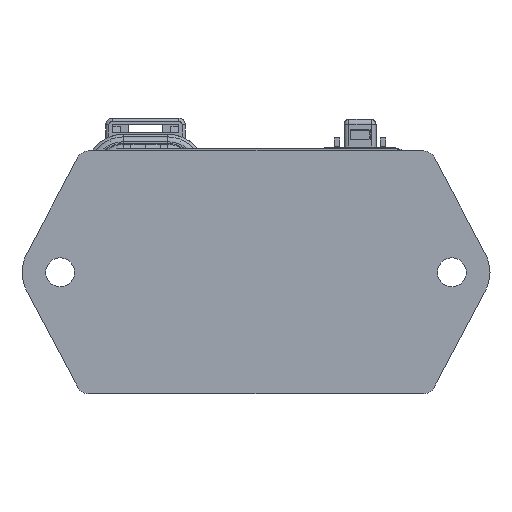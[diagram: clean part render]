
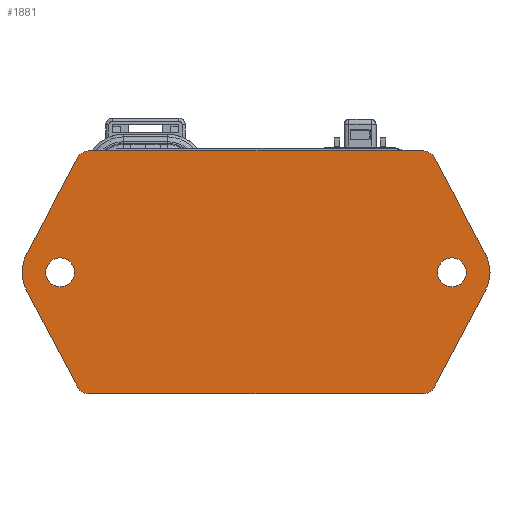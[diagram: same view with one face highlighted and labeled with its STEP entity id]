
A CAD part, front view. The second image highlights one B-rep face of the part: STEP entity #1881.
In plain terms, the highlighted planar face has unit normal (0, -1, 0).
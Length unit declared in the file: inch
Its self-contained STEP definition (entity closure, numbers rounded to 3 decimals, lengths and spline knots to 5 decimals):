
#589=CARTESIAN_POINT('',(1.0675,-1.003,0.6945));
#590=DIRECTION('',(0.,-1.,0.));
#591=DIRECTION('',(0.884,0.,0.468));
#592=AXIS2_PLACEMENT_3D('',#589,#590,#591);
#597=DIRECTION('',(-0.468,0.,0.884));
#598=VECTOR('',#597,0.6983);
#599=CARTESIAN_POINT('',(1.46473,-1.003,0.11464));
#600=LINE('',#599,#598);
#604=CARTESIAN_POINT('',(1.248,-1.003,0.));
#605=DIRECTION('',(0.,-1.,0.));
#606=DIRECTION('',(0.884,0.,-0.468));
#607=AXIS2_PLACEMENT_3D('',#604,#605,#606);
#612=DIRECTION('',(0.468,0.,0.884));
#613=VECTOR('',#612,0.6983);
#614=CARTESIAN_POINT('',(1.13822,-1.003,-0.73191));
#615=LINE('',#614,#613);
#619=CARTESIAN_POINT('',(1.0675,-1.003,-0.6945));
#620=DIRECTION('',(0.,-1.,0.));
#621=DIRECTION('',(0.,0.,-1.));
#622=AXIS2_PLACEMENT_3D('',#619,#620,#621);
#627=CARTESIAN_POINT('',(-1.0675,-1.003,-0.6945));
#628=DIRECTION('',(0.,-1.,0.));
#629=DIRECTION('',(-0.884,0.,-0.468));
#630=AXIS2_PLACEMENT_3D('',#627,#628,#629);
#635=DIRECTION('',(0.468,0.,-0.884));
#636=VECTOR('',#635,0.6983);
#637=CARTESIAN_POINT('',(-1.46473,-1.003,-0.11464));
#638=LINE('',#637,#636);
#642=CARTESIAN_POINT('',(-1.248,-1.003,0.));
#643=DIRECTION('',(0.,-1.,0.));
#644=DIRECTION('',(-0.884,0.,0.468));
#645=AXIS2_PLACEMENT_3D('',#642,#643,#644);
#650=DIRECTION('',(-0.468,0.,-0.884));
#651=VECTOR('',#650,0.6983);
#652=CARTESIAN_POINT('',(-1.13822,-1.003,0.73191));
#653=LINE('',#652,#651);
#657=CARTESIAN_POINT('',(-1.0675,-1.003,0.6945));
#658=DIRECTION('',(0.,-1.,0.));
#659=DIRECTION('',(0.,0.,1.));
#660=AXIS2_PLACEMENT_3D('',#657,#658,#659);
#665=CARTESIAN_POINT('',(-1.25,-1.003,0.));
#666=DIRECTION('',(0.,1.,0.));
#667=DIRECTION('',(0.,0.,-1.));
#668=AXIS2_PLACEMENT_3D('',#665,#666,#667);
#673=CARTESIAN_POINT('',(-1.25,-1.003,0.));
#674=DIRECTION('',(0.,1.,0.));
#675=DIRECTION('',(0.,0.,1.));
#676=AXIS2_PLACEMENT_3D('',#673,#674,#675);
#681=CARTESIAN_POINT('',(1.25,-1.003,0.));
#682=DIRECTION('',(0.,1.,0.));
#683=DIRECTION('',(0.,0.,1.));
#684=AXIS2_PLACEMENT_3D('',#681,#682,#683);
#689=CARTESIAN_POINT('',(1.25,-1.003,0.));
#690=DIRECTION('',(0.,1.,0.));
#691=DIRECTION('',(0.,0.,-1.));
#692=AXIS2_PLACEMENT_3D('',#689,#690,#691);
#944=DIRECTION('',(-1.,0.,0.));
#945=VECTOR('',#944,2.135);
#946=CARTESIAN_POINT('',(1.0675,-1.003,-0.77451));
#947=LINE('',#946,#945);
#986=DIRECTION('',(1.,0.,0.));
#987=VECTOR('',#986,2.135);
#988=CARTESIAN_POINT('',(-1.0675,-1.003,0.77451));
#989=LINE('',#988,#987);
#1398=CARTESIAN_POINT('',(1.13822,-1.003,-0.73191));
#1400=VERTEX_POINT('',#1398);
#1440=CARTESIAN_POINT('',(-1.13822,-1.003,0.73191));
#1442=VERTEX_POINT('',#1440);
#1453=CARTESIAN_POINT('',(-1.13822,-1.003,-0.73191));
#1454=VERTEX_POINT('',#1453);
#1455=CARTESIAN_POINT('',(1.13822,-1.003,0.73191));
#1457=VERTEX_POINT('',#1455);
#1459=CARTESIAN_POINT('',(-1.0675,-1.003,0.77451));
#1460=VERTEX_POINT('',#1459);
#1461=CARTESIAN_POINT('',(-1.46473,-1.003,0.11464));
#1463=VERTEX_POINT('',#1461);
#1465=CARTESIAN_POINT('',(1.0675,-1.003,0.77451));
#1466=VERTEX_POINT('',#1465);
#1469=CARTESIAN_POINT('',(1.46473,-1.003,-0.11464));
#1471=VERTEX_POINT('',#1469);
#1477=CARTESIAN_POINT('',(-1.46473,-1.003,-0.11464));
#1478=VERTEX_POINT('',#1477);
#1487=CARTESIAN_POINT('',(1.0675,-1.003,-0.77451));
#1488=VERTEX_POINT('',#1487);
#1495=CARTESIAN_POINT('',(-1.0675,-1.003,-0.77451));
#1496=VERTEX_POINT('',#1495);
#1501=CARTESIAN_POINT('',(1.46473,-1.003,0.11464));
#1502=VERTEX_POINT('',#1501);
#1503=CARTESIAN_POINT('',(1.25,-1.003,0.0925));
#1504=CARTESIAN_POINT('',(1.25,-1.003,-0.0925));
#1505=VERTEX_POINT('',#1503);
#1506=VERTEX_POINT('',#1504);
#1507=CARTESIAN_POINT('',(-1.25,-1.003,0.0925));
#1508=CARTESIAN_POINT('',(-1.25,-1.003,-0.0925));
#1509=VERTEX_POINT('',#1507);
#1510=VERTEX_POINT('',#1508);
#1843=CARTESIAN_POINT('',(1.0675,-1.003,0.6945));
#1844=DIRECTION('',(0.,1.,0.));
#1845=DIRECTION('',(0.,0.,1.));
#1846=AXIS2_PLACEMENT_3D('',#1843,#1844,#1845);
#1847=PLANE('',#1846);
#1849=ORIENTED_EDGE('',*,*,#1848,.F.);
#1851=ORIENTED_EDGE('',*,*,#1850,.F.);
#1853=ORIENTED_EDGE('',*,*,#1852,.F.);
#1855=ORIENTED_EDGE('',*,*,#1854,.F.);
#1857=ORIENTED_EDGE('',*,*,#1856,.F.);
#1859=ORIENTED_EDGE('',*,*,#1858,.T.);
#1860=ORIENTED_EDGE('',*,*,#1807,.F.);
#1861=ORIENTED_EDGE('',*,*,#1824,.F.);
#1862=ORIENTED_EDGE('',*,*,#1837,.F.);
#1863=ORIENTED_EDGE('',*,*,#1599,.F.);
#1864=ORIENTED_EDGE('',*,*,#1618,.F.);
#1866=ORIENTED_EDGE('',*,*,#1865,.T.);
#1867=EDGE_LOOP('',(#1849,#1851,#1853,#1855,#1857,#1859,#1860,#1861,#1862,#1863,
#1864,#1866));
#1868=FACE_OUTER_BOUND('',#1867,.F.);
#1870=ORIENTED_EDGE('',*,*,#1869,.F.);
#1872=ORIENTED_EDGE('',*,*,#1871,.F.);
#1873=EDGE_LOOP('',(#1870,#1872));
#1874=FACE_BOUND('',#1873,.F.);
#1876=ORIENTED_EDGE('',*,*,#1875,.F.);
#1878=ORIENTED_EDGE('',*,*,#1877,.F.);
#1879=EDGE_LOOP('',(#1876,#1878));
#1880=FACE_BOUND('',#1879,.F.);
#593=CIRCLE('',#592,0.08001);
#608=CIRCLE('',#607,0.24518);
#623=CIRCLE('',#622,0.08001);
#631=CIRCLE('',#630,0.08001);
#646=CIRCLE('',#645,0.24518);
#661=CIRCLE('',#660,0.08001);
#669=CIRCLE('',#668,0.0925);
#677=CIRCLE('',#676,0.0925);
#685=CIRCLE('',#684,0.0925);
#693=CIRCLE('',#692,0.0925);
#1599=EDGE_CURVE('',#1442,#1463,#653,.T.);
#1618=EDGE_CURVE('',#1460,#1442,#661,.T.);
#1807=EDGE_CURVE('',#1454,#1496,#631,.T.);
#1824=EDGE_CURVE('',#1478,#1454,#638,.T.);
#1837=EDGE_CURVE('',#1463,#1478,#646,.T.);
#1848=EDGE_CURVE('',#1457,#1466,#593,.T.);
#1850=EDGE_CURVE('',#1502,#1457,#600,.T.);
#1852=EDGE_CURVE('',#1471,#1502,#608,.T.);
#1854=EDGE_CURVE('',#1400,#1471,#615,.T.);
#1856=EDGE_CURVE('',#1488,#1400,#623,.T.);
#1858=EDGE_CURVE('',#1488,#1496,#947,.T.);
#1865=EDGE_CURVE('',#1460,#1466,#989,.T.);
#1869=EDGE_CURVE('',#1510,#1509,#669,.T.);
#1871=EDGE_CURVE('',#1509,#1510,#677,.T.);
#1875=EDGE_CURVE('',#1505,#1506,#685,.T.);
#1877=EDGE_CURVE('',#1506,#1505,#693,.T.);
#1881=ADVANCED_FACE('',(#1868,#1874,#1880),#1847,.F.);
